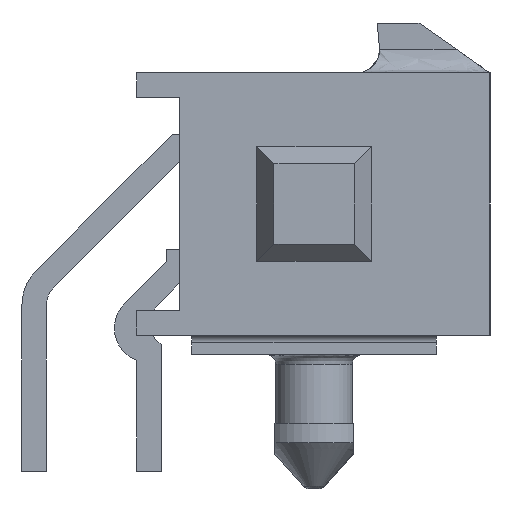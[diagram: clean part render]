
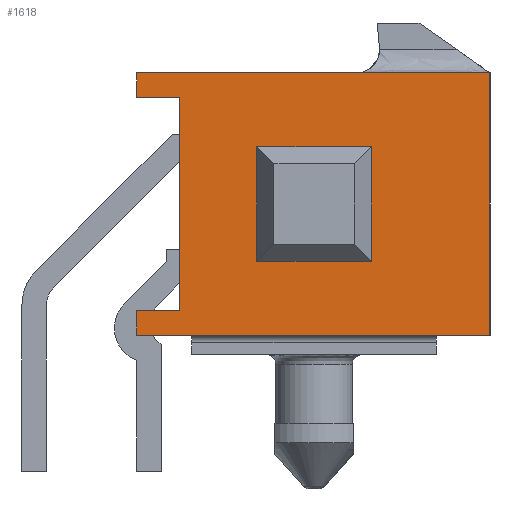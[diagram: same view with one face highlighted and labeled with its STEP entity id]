
A CAD part, left-side view. The second image highlights one B-rep face of the part: STEP entity #1618.
In plain terms, the highlighted free-form (B-spline) face has degree [1, 1] with [2, 2] control points.
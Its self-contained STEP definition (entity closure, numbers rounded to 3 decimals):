
#1618 = ADVANCED_FACE('',(#1619,#1685),#1755,.T.);
#1619 = FACE_BOUND('',#1620,.T.);
#1620 = EDGE_LOOP('',(#1621,#1631,#1639,#1647,#1655,#1663,#1671,#1679));
#1621 = ORIENTED_EDGE('',*,*,#1622,.T.);
#1622 = EDGE_CURVE('',#1623,#1625,#1627,.T.);
#1623 = VERTEX_POINT('',#1624);
#1624 = CARTESIAN_POINT('',(-1.89,0.36,0.81));
#1625 = VERTEX_POINT('',#1626);
#1626 = CARTESIAN_POINT('',(-1.89,-8.88,0.81));
#1627 = LINE('',#1628,#1629);
#1628 = CARTESIAN_POINT('',(-1.89,0.36,0.81));
#1629 = VECTOR('',#1630,1.);
#1630 = DIRECTION('',(0.,-1.,0.));
#1631 = ORIENTED_EDGE('',*,*,#1632,.T.);
#1632 = EDGE_CURVE('',#1625,#1633,#1635,.T.);
#1633 = VERTEX_POINT('',#1634);
#1634 = CARTESIAN_POINT('',(-1.89,-8.88,7.67));
#1635 = LINE('',#1636,#1637);
#1636 = CARTESIAN_POINT('',(-1.89,-8.88,0.81));
#1637 = VECTOR('',#1638,1.);
#1638 = DIRECTION('',(0.,0.,1.));
#1639 = ORIENTED_EDGE('',*,*,#1640,.T.);
#1640 = EDGE_CURVE('',#1633,#1641,#1643,.T.);
#1641 = VERTEX_POINT('',#1642);
#1642 = CARTESIAN_POINT('',(-1.89,0.36,7.67));
#1643 = LINE('',#1644,#1645);
#1644 = CARTESIAN_POINT('',(-1.89,-8.88,7.67));
#1645 = VECTOR('',#1646,1.);
#1646 = DIRECTION('',(0.,1.,0.));
#1647 = ORIENTED_EDGE('',*,*,#1648,.T.);
#1648 = EDGE_CURVE('',#1641,#1649,#1651,.T.);
#1649 = VERTEX_POINT('',#1650);
#1650 = CARTESIAN_POINT('',(-1.89,0.36,7.03));
#1651 = LINE('',#1652,#1653);
#1652 = CARTESIAN_POINT('',(-1.89,0.36,7.67));
#1653 = VECTOR('',#1654,1.);
#1654 = DIRECTION('',(0.,0.,-1.));
#1655 = ORIENTED_EDGE('',*,*,#1656,.T.);
#1656 = EDGE_CURVE('',#1649,#1657,#1659,.T.);
#1657 = VERTEX_POINT('',#1658);
#1658 = CARTESIAN_POINT('',(-1.89,-0.77,7.03));
#1659 = LINE('',#1660,#1661);
#1660 = CARTESIAN_POINT('',(-1.89,0.36,7.03));
#1661 = VECTOR('',#1662,1.);
#1662 = DIRECTION('',(0.,-1.,0.));
#1663 = ORIENTED_EDGE('',*,*,#1664,.T.);
#1664 = EDGE_CURVE('',#1657,#1665,#1667,.T.);
#1665 = VERTEX_POINT('',#1666);
#1666 = CARTESIAN_POINT('',(-1.89,-0.77,1.45));
#1667 = LINE('',#1668,#1669);
#1668 = CARTESIAN_POINT('',(-1.89,-0.77,7.03));
#1669 = VECTOR('',#1670,1.);
#1670 = DIRECTION('',(0.,0.,-1.));
#1671 = ORIENTED_EDGE('',*,*,#1672,.T.);
#1672 = EDGE_CURVE('',#1665,#1673,#1675,.T.);
#1673 = VERTEX_POINT('',#1674);
#1674 = CARTESIAN_POINT('',(-1.89,0.36,1.45));
#1675 = LINE('',#1676,#1677);
#1676 = CARTESIAN_POINT('',(-1.89,-0.77,1.45));
#1677 = VECTOR('',#1678,1.);
#1678 = DIRECTION('',(0.,1.,0.));
#1679 = ORIENTED_EDGE('',*,*,#1680,.T.);
#1680 = EDGE_CURVE('',#1673,#1623,#1681,.T.);
#1681 = LINE('',#1682,#1683);
#1682 = CARTESIAN_POINT('',(-1.89,0.36,1.45));
#1683 = VECTOR('',#1684,1.);
#1684 = DIRECTION('',(0.,0.,-1.));
#1685 = FACE_BOUND('',#1686,.T.);
#1686 = EDGE_LOOP('',(#1687,#1697,#1706,#1714,#1723,#1731,#1740,#1748));
#1687 = ORIENTED_EDGE('',*,*,#1688,.T.);
#1688 = EDGE_CURVE('',#1689,#1691,#1693,.T.);
#1689 = VERTEX_POINT('',#1690);
#1690 = CARTESIAN_POINT('',(-1.89,-3.53,5.24));
#1691 = VERTEX_POINT('',#1692);
#1692 = CARTESIAN_POINT('',(-1.89,-5.03,5.24));
#1693 = LINE('',#1694,#1695);
#1694 = CARTESIAN_POINT('',(-1.89,-3.53,5.24));
#1695 = VECTOR('',#1696,1.);
#1696 = DIRECTION('',(0.,-1.,0.));
#1697 = ORIENTED_EDGE('',*,*,#1698,.T.);
#1698 = EDGE_CURVE('',#1691,#1699,#1701,.T.);
#1699 = VERTEX_POINT('',#1700);
#1700 = CARTESIAN_POINT('',(-1.89,-5.28,4.99));
#1701 = CIRCLE('',#1702,0.25);
#1702 = AXIS2_PLACEMENT_3D('',#1703,#1704,#1705);
#1703 = CARTESIAN_POINT('',(-1.89,-5.03,4.99));
#1704 = DIRECTION('',(1.,0.,0.));
#1705 = DIRECTION('',(0.,0.,1.));
#1706 = ORIENTED_EDGE('',*,*,#1707,.T.);
#1707 = EDGE_CURVE('',#1699,#1708,#1710,.T.);
#1708 = VERTEX_POINT('',#1709);
#1709 = CARTESIAN_POINT('',(-1.89,-5.28,3.49));
#1710 = LINE('',#1711,#1712);
#1711 = CARTESIAN_POINT('',(-1.89,-5.28,4.99));
#1712 = VECTOR('',#1713,1.);
#1713 = DIRECTION('',(0.,0.,-1.));
#1714 = ORIENTED_EDGE('',*,*,#1715,.T.);
#1715 = EDGE_CURVE('',#1708,#1716,#1718,.T.);
#1716 = VERTEX_POINT('',#1717);
#1717 = CARTESIAN_POINT('',(-1.89,-5.03,3.24));
#1718 = CIRCLE('',#1719,0.25);
#1719 = AXIS2_PLACEMENT_3D('',#1720,#1721,#1722);
#1720 = CARTESIAN_POINT('',(-1.89,-5.03,3.49));
#1721 = DIRECTION('',(1.,0.,0.));
#1722 = DIRECTION('',(0.,-1.,0.));
#1723 = ORIENTED_EDGE('',*,*,#1724,.T.);
#1724 = EDGE_CURVE('',#1716,#1725,#1727,.T.);
#1725 = VERTEX_POINT('',#1726);
#1726 = CARTESIAN_POINT('',(-1.89,-3.53,3.24));
#1727 = LINE('',#1728,#1729);
#1728 = CARTESIAN_POINT('',(-1.89,-5.03,3.24));
#1729 = VECTOR('',#1730,1.);
#1730 = DIRECTION('',(0.,1.,0.));
#1731 = ORIENTED_EDGE('',*,*,#1732,.T.);
#1732 = EDGE_CURVE('',#1725,#1733,#1735,.T.);
#1733 = VERTEX_POINT('',#1734);
#1734 = CARTESIAN_POINT('',(-1.89,-3.28,3.49));
#1735 = CIRCLE('',#1736,0.25);
#1736 = AXIS2_PLACEMENT_3D('',#1737,#1738,#1739);
#1737 = CARTESIAN_POINT('',(-1.89,-3.53,3.49));
#1738 = DIRECTION('',(1.,0.,0.));
#1739 = DIRECTION('',(0.,0.,-1.));
#1740 = ORIENTED_EDGE('',*,*,#1741,.T.);
#1741 = EDGE_CURVE('',#1733,#1742,#1744,.T.);
#1742 = VERTEX_POINT('',#1743);
#1743 = CARTESIAN_POINT('',(-1.89,-3.28,4.99));
#1744 = LINE('',#1745,#1746);
#1745 = CARTESIAN_POINT('',(-1.89,-3.28,3.49));
#1746 = VECTOR('',#1747,1.);
#1747 = DIRECTION('',(0.,0.,1.));
#1748 = ORIENTED_EDGE('',*,*,#1749,.T.);
#1749 = EDGE_CURVE('',#1742,#1689,#1750,.T.);
#1750 = CIRCLE('',#1751,0.25);
#1751 = AXIS2_PLACEMENT_3D('',#1752,#1753,#1754);
#1752 = CARTESIAN_POINT('',(-1.89,-3.53,4.99));
#1753 = DIRECTION('',(1.,0.,0.));
#1754 = DIRECTION('',(0.,1.,0.));
#1755 = B_SPLINE_SURFACE_WITH_KNOTS('',1,1,(
    (#1756,#1757)
    ,(#1758,#1759
    )),.UNSPECIFIED.,.F.,.F.,.F.,(2,2),(2,2),(-0.137,6.997),(-0.185,
    9.425),.PIECEWISE_BEZIER_KNOTS.);
#1756 = CARTESIAN_POINT('',(-1.89,-9.065,0.673));
#1757 = CARTESIAN_POINT('',(-1.89,0.545,0.673));
#1758 = CARTESIAN_POINT('',(-1.89,-9.065,7.807));
#1759 = CARTESIAN_POINT('',(-1.89,0.545,7.807));
